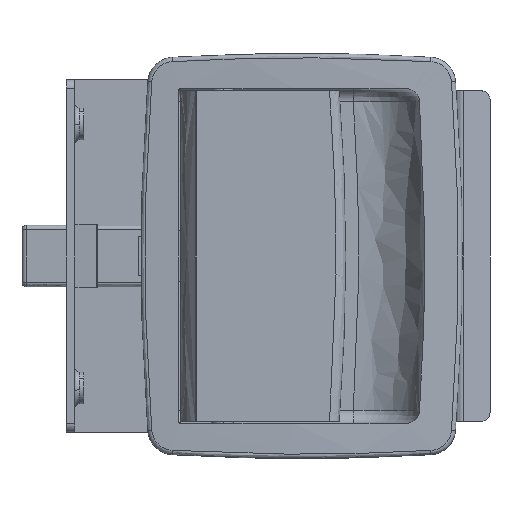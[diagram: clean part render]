
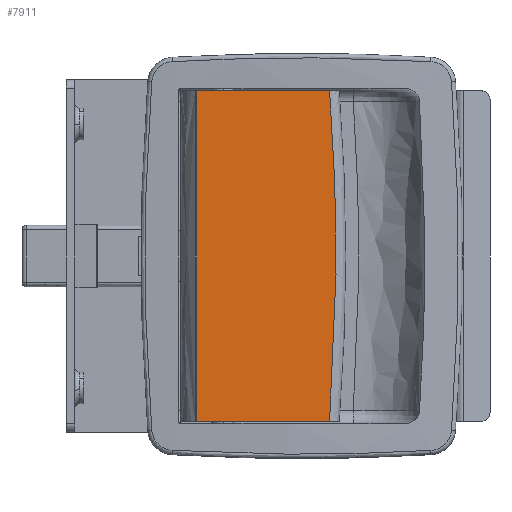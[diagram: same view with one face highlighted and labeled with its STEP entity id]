
A CAD part, front view. The second image highlights one B-rep face of the part: STEP entity #7911.
In plain terms, the highlighted free-form (B-spline) face has degree [1, 2] with [2, 3] control points.
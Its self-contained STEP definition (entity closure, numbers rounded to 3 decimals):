
#7309=CARTESIAN_POINT('',(29.648,-32.86,37.5));
#7310=VERTEX_POINT('',#7309);
#7331=CARTESIAN_POINT('',(29.648,-32.86,-37.5));
#7332=VERTEX_POINT('',#7331);
#7346=CARTESIAN_POINT('',(29.648,-32.86,37.5));
#7347=CARTESIAN_POINT('',(29.648,-32.86,-37.5));
#7348=QUASI_UNIFORM_CURVE('',1,(#7346,#7347),.UNSPECIFIED.,.F.,.U.);
#7349=EDGE_CURVE('',#7310,#7332,#7348,.T.);
#7392=CARTESIAN_POINT('',(59.848,-33.455,37.5));
#7393=VERTEX_POINT('',#7392);
#7424=CARTESIAN_POINT('',(59.848,-33.455,-37.5));
#7425=VERTEX_POINT('',#7424);
#7426=CARTESIAN_POINT('',(59.848,-33.455,-37.5));
#7427=CARTESIAN_POINT('',(60.34,-33.448,-31.26));
#7428=CARTESIAN_POINT('',(61.077,-33.436,-18.769));
#7429=CARTESIAN_POINT('',(61.323,-33.431,-6.26));
#7430=CARTESIAN_POINT('',(61.323,-33.431,6.26));
#7431=CARTESIAN_POINT('',(61.077,-33.436,18.769));
#7432=CARTESIAN_POINT('',(60.34,-33.448,31.26));
#7433=CARTESIAN_POINT('',(59.848,-33.455,37.5));
#7434=B_SPLINE_CURVE_WITH_KNOTS('',3,(#7426,#7427,#7428,#7429,#7430,#7431,#7432,#7433),.UNSPECIFIED.,.F.,.U.,(4,1,2,1,4),(0.0,0.25,0.5,0.75,1.0),.UNSPECIFIED.);
#7435=EDGE_CURVE('',#7425,#7393,#7434,.T.);
#7734=CARTESIAN_POINT('',(59.848,-33.455,-37.5));
#7735=CARTESIAN_POINT('',(44.738,-33.67,-37.5));
#7736=CARTESIAN_POINT('',(29.648,-32.86,-37.5));
#7744=(BOUNDED_CURVE()B_SPLINE_CURVE(2,(#7734,#7735,#7736),.UNSPECIFIED.,.F.,.U.)CURVE()GEOMETRIC_REPRESENTATION_ITEM()QUASI_UNIFORM_CURVE()RATIONAL_B_SPLINE_CURVE((1.0,0.999,1.0))REPRESENTATION_ITEM(''));
#7745=EDGE_CURVE('',#7425,#7332,#7744,.T.);
#7827=CARTESIAN_POINT('',(59.848,-33.455,37.5));
#7828=CARTESIAN_POINT('',(44.738,-33.67,37.5));
#7829=CARTESIAN_POINT('',(29.648,-32.86,37.5));
#7837=(BOUNDED_CURVE()B_SPLINE_CURVE(2,(#7827,#7828,#7829),.UNSPECIFIED.,.F.,.U.)CURVE()GEOMETRIC_REPRESENTATION_ITEM()QUASI_UNIFORM_CURVE()RATIONAL_B_SPLINE_CURVE((1.0,0.999,1.0))REPRESENTATION_ITEM(''));
#7838=EDGE_CURVE('',#7393,#7310,#7837,.T.);
#7891=CARTESIAN_POINT('',(28.069,-32.772,39.375));
#7892=CARTESIAN_POINT('',(28.069,-32.772,-39.422));
#7893=CARTESIAN_POINT('',(45.475,-33.769,39.375));
#7894=CARTESIAN_POINT('',(45.475,-33.769,-39.422));
#7895=CARTESIAN_POINT('',(62.906,-33.401,39.375));
#7896=CARTESIAN_POINT('',(62.906,-33.401,-39.422));
#7904=(BOUNDED_SURFACE()B_SPLINE_SURFACE(1,2,((#7891,#7893,#7895),(#7892,#7894,#7896)),.UNSPECIFIED.,.F.,.F.,.U.)B_SPLINE_SURFACE_WITH_KNOTS((2,2),(3,3),(0.0,78.797),(10.923,45.784),.UNSPECIFIED.)GEOMETRIC_REPRESENTATION_ITEM()RATIONAL_B_SPLINE_SURFACE(((0.999,0.998,0.998),(0.999,0.998,0.998)))REPRESENTATION_ITEM('')SURFACE());
#7905=ORIENTED_EDGE('',*,*,#7838,.T.);
#7906=ORIENTED_EDGE('',*,*,#7349,.T.);
#7907=ORIENTED_EDGE('',*,*,#7745,.F.);
#7908=ORIENTED_EDGE('',*,*,#7435,.T.);
#7909=EDGE_LOOP('',(#7905,#7906,#7907,#7908));
#7910=FACE_OUTER_BOUND('',#7909,.T.);
#7911=ADVANCED_FACE('',(#7910),#7904,.T.);
